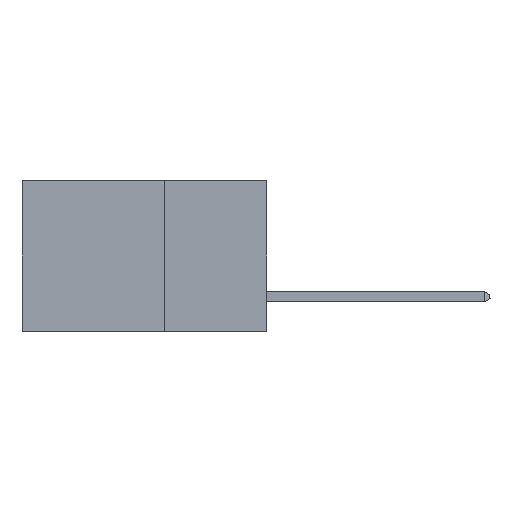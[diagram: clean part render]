
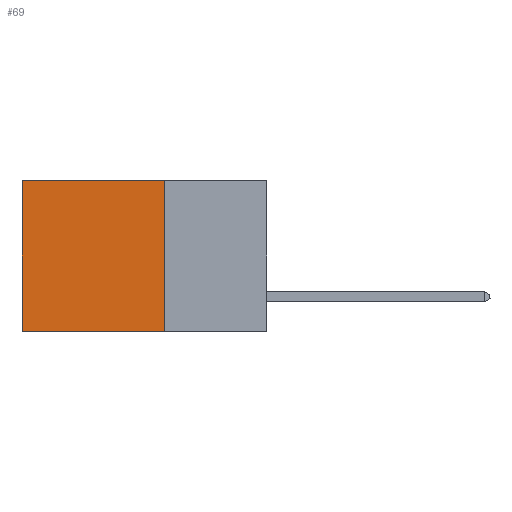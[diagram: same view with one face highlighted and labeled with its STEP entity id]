
A CAD part, left-side view. The second image highlights one B-rep face of the part: STEP entity #69.
In plain terms, the highlighted planar face has unit normal (-1, 0, 0).
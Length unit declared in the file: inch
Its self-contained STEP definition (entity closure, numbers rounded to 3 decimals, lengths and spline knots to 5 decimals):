
#69 = ADVANCED_FACE ( 'NONE', ( #23264 ), #43619, .F. ) ;
#184 = DIRECTION ( 'NONE',  ( 0., 1., 0. ) ) ;
#1702 = VERTEX_POINT ( 'NONE', #23498 ) ;
#8379 = VERTEX_POINT ( 'NONE', #24898 ) ;
#12643 = AXIS2_PLACEMENT_3D ( 'NONE', #23172, #29497, #19541 ) ;
#16188 = EDGE_CURVE ( 'NONE', #18621, #8379, #29398, .T. ) ;
#16765 = EDGE_CURVE ( 'NONE', #8379, #21401, #27690, .T. ) ;
#17892 = LINE ( 'NONE', #19970, #31856 ) ;
#18564 = CARTESIAN_POINT ( 'NONE',  ( 0.2875, 0.25, 0. ) ) ;
#18621 = VERTEX_POINT ( 'NONE', #29142 ) ;
#19541 = DIRECTION ( 'NONE',  ( 0., 0., -1. ) ) ;
#19970 = CARTESIAN_POINT ( 'NONE',  ( 0.2875, 0.25, -0.37 ) ) ;
#20086 = EDGE_CURVE ( 'NONE', #18621, #1702, #34024, .T. ) ;
#20399 = DIRECTION ( 'NONE',  ( 0., 0., -1. ) ) ;
#20857 = ORIENTED_EDGE ( 'NONE', *, *, #16188, .T. ) ;
#21401 = VERTEX_POINT ( 'NONE', #28761 ) ;
#22928 = VECTOR ( 'NONE', #43392, 39.37008 ) ;
#23172 = CARTESIAN_POINT ( 'NONE',  ( 0.2875, 0.25, 0. ) ) ;
#23264 = FACE_OUTER_BOUND ( 'NONE', #34000, .T. ) ;
#23498 = CARTESIAN_POINT ( 'NONE',  ( 0.2875, 0.25, -0.37 ) ) ;
#24898 = CARTESIAN_POINT ( 'NONE',  ( 0.2875, 0.6, 0. ) ) ;
#26674 = EDGE_CURVE ( 'NONE', #1702, #21401, #17892, .T. ) ;
#26900 = CARTESIAN_POINT ( 'NONE',  ( 0.2875, 0.6, 0. ) ) ;
#27690 = LINE ( 'NONE', #26900, #38387 ) ;
#28761 = CARTESIAN_POINT ( 'NONE',  ( 0.2875, 0.6, -0.37 ) ) ;
#29142 = CARTESIAN_POINT ( 'NONE',  ( 0.2875, 0.25, 0. ) ) ;
#29201 = VECTOR ( 'NONE', #32719, 39.37008 ) ;
#29398 = LINE ( 'NONE', #39931, #22928 ) ;
#29497 = DIRECTION ( 'NONE',  ( 1., 0., 0. ) ) ;
#30925 = ORIENTED_EDGE ( 'NONE', *, *, #20086, .F. ) ;
#31856 = VECTOR ( 'NONE', #184, 39.37008 ) ;
#32719 = DIRECTION ( 'NONE',  ( 0., 0., -1. ) ) ;
#33005 = ORIENTED_EDGE ( 'NONE', *, *, #16765, .T. ) ;
#33789 = ORIENTED_EDGE ( 'NONE', *, *, #26674, .F. ) ;
#34000 = EDGE_LOOP ( 'NONE', ( #33005, #33789, #30925, #20857 ) ) ;
#34024 = LINE ( 'NONE', #18564, #29201 ) ;
#38387 = VECTOR ( 'NONE', #20399, 39.37008 ) ;
#39931 = CARTESIAN_POINT ( 'NONE',  ( 0.2875, 0.25, 0. ) ) ;
#43392 = DIRECTION ( 'NONE',  ( 0., 1., 0. ) ) ;
#43619 = PLANE ( 'NONE',  #12643 ) ;
